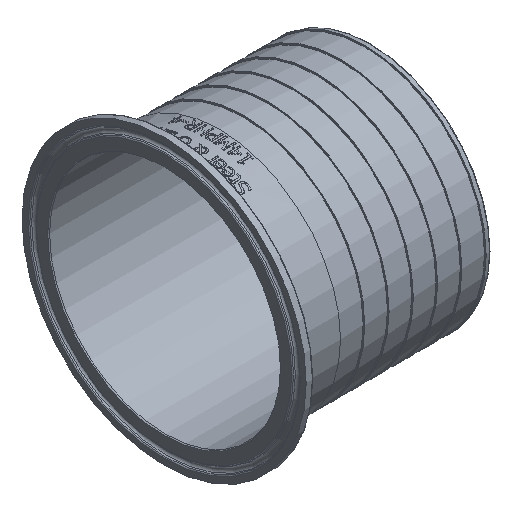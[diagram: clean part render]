
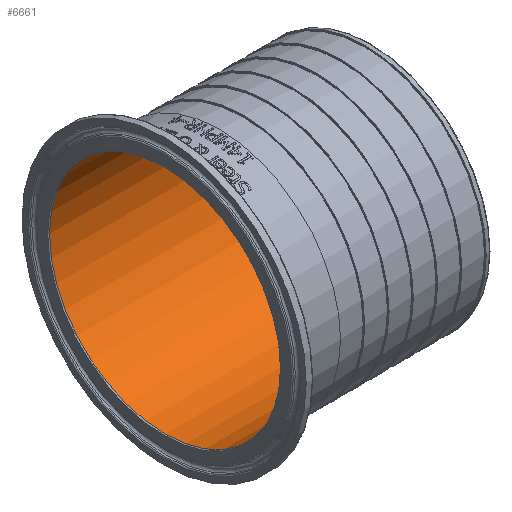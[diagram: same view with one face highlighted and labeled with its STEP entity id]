
A CAD part, isometric view. The second image highlights one B-rep face of the part: STEP entity #6661.
In plain terms, the highlighted cylindrical face has radius 48.412 mm (diameter 96.825 mm), a full revolution.
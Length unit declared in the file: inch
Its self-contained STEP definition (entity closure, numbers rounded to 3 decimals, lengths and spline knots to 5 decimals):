
#1027=FACE_OUTER_BOUND('',#1427,.T.);
#1427=EDGE_LOOP('',(#6114,#6115,#6116,#6117,#6118,#6119,#6120));
#1637=CIRCLE('',#7119,1.906);
#1638=CIRCLE('',#7120,1.906);
#1642=CIRCLE('',#7124,1.906);
#1645=CIRCLE('',#7129,1.906);
#1646=CIRCLE('',#7130,1.906);
#2141=LINE('',#14151,#2596);
#2596=VECTOR('',#8497,1.906);
#3225=VERTEX_POINT('',#14133);
#3226=VERTEX_POINT('',#14134);
#3227=VERTEX_POINT('',#14136);
#3232=VERTEX_POINT('',#14150);
#3233=VERTEX_POINT('',#14152);
#4202=EDGE_CURVE('',#3225,#3226,#1637,.T.);
#4203=EDGE_CURVE('',#3226,#3227,#1638,.T.);
#4207=EDGE_CURVE('',#3227,#3225,#1642,.T.);
#4210=EDGE_CURVE('',#3226,#3232,#2141,.T.);
#4211=EDGE_CURVE('',#3233,#3232,#1645,.T.);
#4212=EDGE_CURVE('',#3232,#3233,#1646,.T.);
#6114=ORIENTED_EDGE('',*,*,#4202,.F.);
#6115=ORIENTED_EDGE('',*,*,#4207,.F.);
#6116=ORIENTED_EDGE('',*,*,#4203,.F.);
#6117=ORIENTED_EDGE('',*,*,#4210,.T.);
#6118=ORIENTED_EDGE('',*,*,#4211,.F.);
#6119=ORIENTED_EDGE('',*,*,#4212,.F.);
#6120=ORIENTED_EDGE('',*,*,#4210,.F.);
#6296=CYLINDRICAL_SURFACE('',#7128,1.906);
#6661=ADVANCED_FACE('',(#1027),#6296,.F.);
#7119=AXIS2_PLACEMENT_3D('',#14135,#8477,#8478);
#7120=AXIS2_PLACEMENT_3D('',#14137,#8479,#8480);
#7124=AXIS2_PLACEMENT_3D('',#14143,#8487,#8488);
#7128=AXIS2_PLACEMENT_3D('',#14149,#8495,#8496);
#7129=AXIS2_PLACEMENT_3D('',#14153,#8498,#8499);
#7130=AXIS2_PLACEMENT_3D('',#14154,#8500,#8501);
#8477=DIRECTION('center_axis',(-1.,0.,0.));
#8478=DIRECTION('ref_axis',(0.,-1.,0.));
#8479=DIRECTION('center_axis',(-1.,0.,0.));
#8480=DIRECTION('ref_axis',(0.,-1.,0.));
#8487=DIRECTION('center_axis',(-1.,0.,0.));
#8488=DIRECTION('ref_axis',(0.,-1.,0.));
#8495=DIRECTION('center_axis',(1.,0.,0.));
#8496=DIRECTION('ref_axis',(0.,1.,0.));
#8497=DIRECTION('',(-1.,0.,0.));
#8498=DIRECTION('center_axis',(1.,0.,0.));
#8499=DIRECTION('ref_axis',(0.,1.,0.));
#8500=DIRECTION('center_axis',(1.,0.,0.));
#8501=DIRECTION('ref_axis',(0.,1.,0.));
#14133=CARTESIAN_POINT('',(3.376,1.906,0.));
#14134=CARTESIAN_POINT('',(3.376,-1.906,0.));
#14135=CARTESIAN_POINT('Origin',(3.376,0.,0.));
#14136=CARTESIAN_POINT('',(3.376,0.,1.906));
#14137=CARTESIAN_POINT('Origin',(3.376,0.,0.));
#14143=CARTESIAN_POINT('Origin',(3.376,0.,0.));
#14149=CARTESIAN_POINT('Origin',(1.71253,0.,
0.));
#14150=CARTESIAN_POINT('',(0.01905,-1.906,0.));
#14151=CARTESIAN_POINT('',(1.71253,-1.906,0.));
#14152=CARTESIAN_POINT('',(0.01905,1.906,0.));
#14153=CARTESIAN_POINT('Origin',(0.01905,0.,
0.));
#14154=CARTESIAN_POINT('Origin',(0.01905,0.,
0.));
